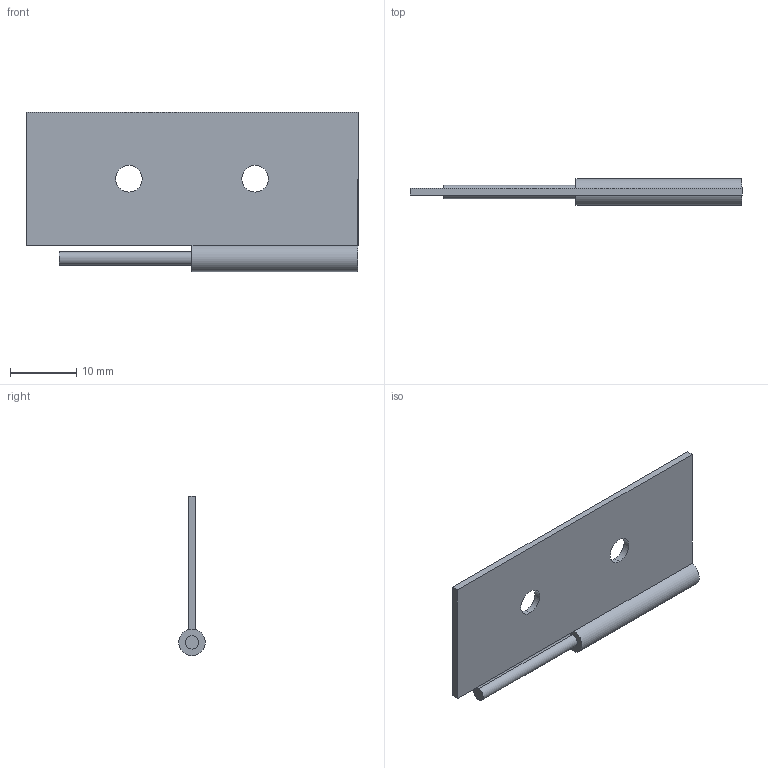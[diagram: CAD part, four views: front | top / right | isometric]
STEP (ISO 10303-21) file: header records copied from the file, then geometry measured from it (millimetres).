
FILE_DESCRIPTION (( 'STEP AP203' ), '1' );
FILE_NAME ('joint male_Default_sldprt.STEP', '2020-11-03T16:32:48', ( '' ), ( '' ), 'SwSTEP 2.0', 'SolidWorks 2020', '' );
FILE_SCHEMA (( 'CONFIG_CONTROL_DESIGN' ));
Length unit declared in the file: millimetre
Products named in the file (1): joint male_Default_sldprt
Bounding box: 50 x 4 x 24 mm (x, y, z)
Volume: 1352.9 mm3; surface area: 2536.2 mm2
Topology: 1 solids, 1 shells, 16 faces, 37 edges, 24 vertices
Faces by surface type: cylinder 9, plane 7
Entity records: 548 total; most frequent: DIRECTION 89, CARTESIAN_POINT 78, ORIENTED_EDGE 74, EDGE_CURVE 37, AXIS2_PLACEMENT_3D 35, VERTEX_POINT 24, EDGE_LOOP 21, VECTOR 19
